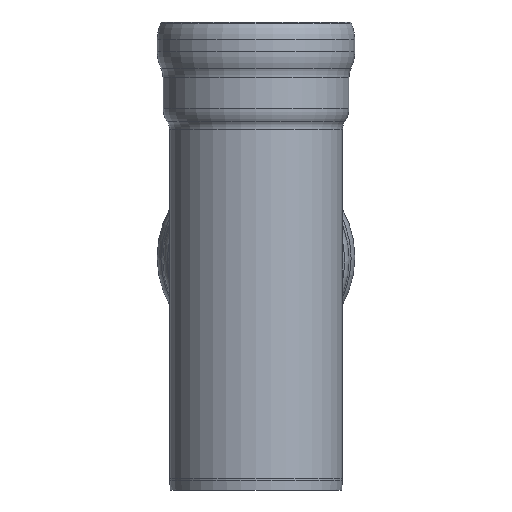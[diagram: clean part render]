
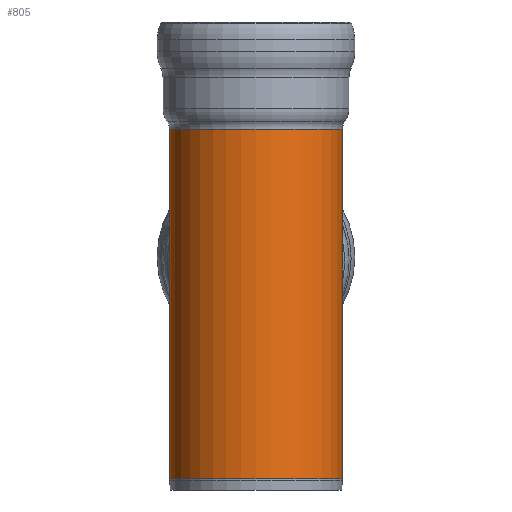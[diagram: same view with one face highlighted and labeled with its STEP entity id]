
A CAD part, left-side view. The second image highlights one B-rep face of the part: STEP entity #805.
In plain terms, the highlighted cylindrical face has radius 665 mm (diameter 1330 mm), a full revolution.
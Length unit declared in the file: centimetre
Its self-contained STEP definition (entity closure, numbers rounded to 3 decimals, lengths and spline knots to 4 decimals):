
#28=ELLIPSE('',#863,91.6768,66.5);
#29=ELLIPSE('',#864,96.6072,66.5);
#30=ELLIPSE('',#867,96.6072,66.5);
#31=ELLIPSE('',#868,91.6768,66.5);
#42=CYLINDRICAL_SURFACE('',#862,66.5);
#55=LINE('',#1364,#81);
#56=LINE('',#1370,#82);
#81=VECTOR('',#1031,66.5);
#82=VECTOR('',#1036,66.5);
#116=FACE_OUTER_BOUND('',#163,.T.);
#163=EDGE_LOOP('',(#528,#529,#530,#531,#532,#533,#534,#535,#536,#537,#538,
#539));
#211=CIRCLE('',#857,66.5);
#212=CIRCLE('',#858,66.5);
#215=CIRCLE('',#865,66.5);
#216=CIRCLE('',#866,66.5);
#303=VERTEX_POINT('',#1352);
#304=VERTEX_POINT('',#1354);
#306=VERTEX_POINT('',#1363);
#307=VERTEX_POINT('',#1365);
#308=VERTEX_POINT('',#1367);
#309=VERTEX_POINT('',#1369);
#310=VERTEX_POINT('',#1371);
#311=VERTEX_POINT('',#1374);
#387=EDGE_CURVE('',#303,#304,#211,.T.);
#388=EDGE_CURVE('',#304,#303,#212,.T.);
#392=EDGE_CURVE('',#304,#306,#55,.T.);
#393=EDGE_CURVE('',#306,#307,#28,.T.);
#394=EDGE_CURVE('',#307,#308,#29,.T.);
#395=EDGE_CURVE('',#308,#309,#56,.T.);
#396=EDGE_CURVE('',#309,#310,#215,.T.);
#397=EDGE_CURVE('',#310,#309,#216,.T.);
#398=EDGE_CURVE('',#308,#311,#30,.T.);
#399=EDGE_CURVE('',#311,#306,#31,.T.);
#528=ORIENTED_EDGE('',*,*,#387,.F.);
#529=ORIENTED_EDGE('',*,*,#388,.F.);
#530=ORIENTED_EDGE('',*,*,#392,.T.);
#531=ORIENTED_EDGE('',*,*,#393,.T.);
#532=ORIENTED_EDGE('',*,*,#394,.T.);
#533=ORIENTED_EDGE('',*,*,#395,.T.);
#534=ORIENTED_EDGE('',*,*,#396,.T.);
#535=ORIENTED_EDGE('',*,*,#397,.T.);
#536=ORIENTED_EDGE('',*,*,#395,.F.);
#537=ORIENTED_EDGE('',*,*,#398,.T.);
#538=ORIENTED_EDGE('',*,*,#399,.T.);
#539=ORIENTED_EDGE('',*,*,#392,.F.);
#805=ADVANCED_FACE('',(#116),#42,.T.);
#857=AXIS2_PLACEMENT_3D('',#1355,#1018,#1019);
#858=AXIS2_PLACEMENT_3D('',#1356,#1020,#1021);
#862=AXIS2_PLACEMENT_3D('',#1362,#1029,#1030);
#863=AXIS2_PLACEMENT_3D('',#1366,#1032,#1033);
#864=AXIS2_PLACEMENT_3D('',#1368,#1034,#1035);
#865=AXIS2_PLACEMENT_3D('',#1372,#1037,#1038);
#866=AXIS2_PLACEMENT_3D('',#1373,#1039,#1040);
#867=AXIS2_PLACEMENT_3D('',#1375,#1041,#1042);
#868=AXIS2_PLACEMENT_3D('',#1376,#1043,#1044);
#1018=DIRECTION('center_axis',(0.,0.,-1.));
#1019=DIRECTION('ref_axis',(1.,0.,0.));
#1020=DIRECTION('center_axis',(0.,0.,-1.));
#1021=DIRECTION('ref_axis',(1.,0.,0.));
#1029=DIRECTION('center_axis',(0.,0.,-1.));
#1030=DIRECTION('ref_axis',(-1.,0.,0.));
#1031=DIRECTION('',(0.,0.,1.));
#1032=DIRECTION('center_axis',(-0.688,0.,
-0.725));
#1033=DIRECTION('ref_axis',(-0.725,0.,0.688));
#1034=DIRECTION('center_axis',(-0.725,0.,
0.688));
#1035=DIRECTION('ref_axis',(-0.688,0.,-0.725));
#1036=DIRECTION('',(0.,0.,1.));
#1037=DIRECTION('center_axis',(0.,0.,-1.));
#1038=DIRECTION('ref_axis',(1.,0.,0.));
#1039=DIRECTION('center_axis',(0.,0.,-1.));
#1040=DIRECTION('ref_axis',(1.,0.,0.));
#1041=DIRECTION('center_axis',(-0.725,0.,
0.688));
#1042=DIRECTION('ref_axis',(-0.688,0.,-0.725));
#1043=DIRECTION('center_axis',(-0.688,0.,
-0.725));
#1044=DIRECTION('ref_axis',(-0.725,0.,0.688));
#1352=CARTESIAN_POINT('',(103.5307,152.2728,-131.4761));
#1354=CARTESIAN_POINT('',(170.0307,218.7728,-131.4761));
#1355=CARTESIAN_POINT('Origin',(103.5307,218.7728,-131.4761));
#1356=CARTESIAN_POINT('Origin',(103.5307,218.7728,-131.4761));
#1362=CARTESIAN_POINT('Origin',(103.5307,218.7728,123.1964));
#1363=CARTESIAN_POINT('',(170.0307,218.7728,-33.1061));
#1364=CARTESIAN_POINT('',(170.0307,218.7728,123.1964));
#1365=CARTESIAN_POINT('',(103.5307,152.2728,30.));
#1366=CARTESIAN_POINT('Origin',(103.5307,218.7728,30.));
#1367=CARTESIAN_POINT('',(170.0307,218.7728,100.0764));
#1368=CARTESIAN_POINT('Origin',(103.5307,218.7728,30.));
#1369=CARTESIAN_POINT('',(170.0307,218.7728,137.5));
#1370=CARTESIAN_POINT('',(170.0307,218.7728,123.1964));
#1371=CARTESIAN_POINT('',(103.5307,152.2728,137.5));
#1372=CARTESIAN_POINT('Origin',(103.5307,218.7728,137.5));
#1373=CARTESIAN_POINT('Origin',(103.5307,218.7728,137.5));
#1374=CARTESIAN_POINT('',(103.5307,285.2728,30.));
#1375=CARTESIAN_POINT('Origin',(103.5307,218.7728,30.));
#1376=CARTESIAN_POINT('Origin',(103.5307,218.7728,30.));
